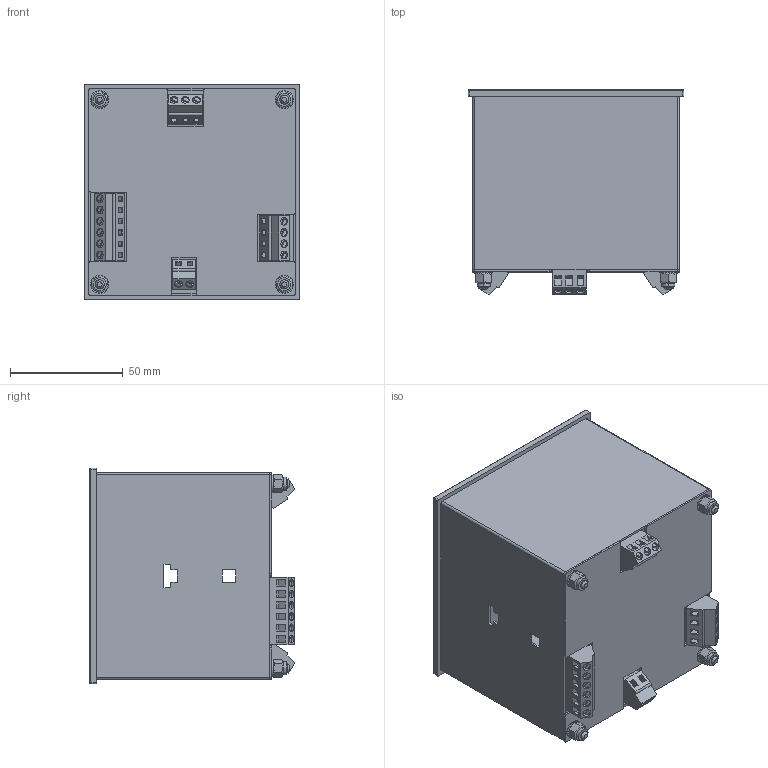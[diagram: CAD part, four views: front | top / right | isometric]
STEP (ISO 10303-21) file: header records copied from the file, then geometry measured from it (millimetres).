
FILE_DESCRIPTION(('TFLEX Exchange Step'),'2;1');
FILE_NAME('3D-модель прибора M1BA1.stp', '2020-10-20T20:50:03+05:00',('Алексей'),('Unknown organisation'),'TFLEX Exchange 2019.1','T-FLEX CAD','Unknown authorisation');
FILE_SCHEMA( ('AUTOMOTIVE_DESIGN { 1 0 10303 214 1 1 1 1 }') );
Length unit declared in the file: millimetre
Products named in the file (14): Клемма:3; Клемма; Клемма кр:4; Клемма кр; Клемма:5; Клемма:7; <Гайки стопорные>Гайка ГОСТ Р 50273-92; <Шайбы>Шайба ГОСТ 10450-78; <Шпильки>Шпилька ГОСТ 22038-76; Этикетка; Корпус; _M1BA1
Assembly tree (33 placements, depth 3):
  _M1BA1
    Клемма
      Клемма:3  x2
    Клемма кр
      Клемма кр:4  x3
    Клемма
      Клемма:5  x4
    Клемма
      Клемма:7  x6
    <Гайки стопорные>Гайка ГОСТ Р 50273-92  x4
    <Шайбы>Шайба ГОСТ 10450-78  x4
    <Шпильки>Шпилька ГОСТ 22038-76  x4
    Этикетка
    Корпус
Bounding box: 96 x 91.33 x 96 mm (x, y, z)
Volume: 78665 mm3; surface area: 135494.9 mm2
Topology: 69 solids, 69 shells, 1164 faces, 2875 edges, 1878 vertices
Faces by surface type: plane 929, cylinder 151, bspline 52, cone 28, sphere 4
Full cylindrical faces by diameter (mm): 3.242 x4, 3.5 x30
Entity records: 30825 total; most frequent: CARTESIAN_POINT 6113, ORIENTED_EDGE 5056, DIRECTION 4731, EDGE_CURVE 2528, VECTOR 2089, LINE 2089, VERTEX_POINT 1659, AXIS2_PLACEMENT_3D 1321
